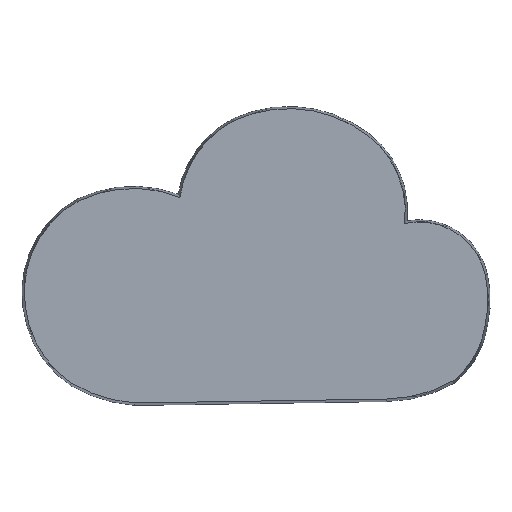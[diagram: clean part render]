
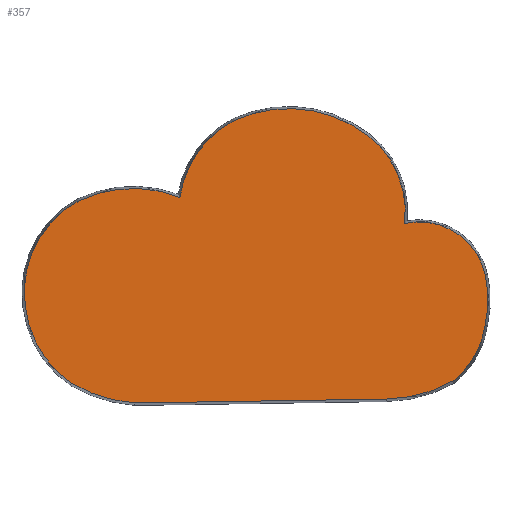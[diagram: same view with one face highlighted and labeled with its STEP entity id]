
A CAD part, top view. The second image highlights one B-rep face of the part: STEP entity #357.
In plain terms, the highlighted planar face has unit normal (0, 0, 1).
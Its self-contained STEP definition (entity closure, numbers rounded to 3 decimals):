
#32=PLANE('',#432);
#38=LINE('',#618,#47);
#47=VECTOR('',#504,10.);
#85=FACE_OUTER_BOUND('',#109,.T.);
#109=EDGE_LOOP('',(#324,#325,#326,#327,#328,#329,#330,#331,#332,#333,#334,
#335));
#133=CIRCLE('',#411,15.066);
#134=CIRCLE('',#413,10.873);
#135=CIRCLE('',#415,10.44);
#136=CIRCLE('',#417,12.755);
#137=CIRCLE('',#419,10.244);
#138=CIRCLE('',#421,13.106);
#139=CIRCLE('',#423,9.595);
#140=CIRCLE('',#425,6.792);
#141=CIRCLE('',#427,11.336);
#142=CIRCLE('',#429,8.695);
#143=CIRCLE('',#431,13.906);
#168=VERTEX_POINT('',#616);
#169=VERTEX_POINT('',#617);
#170=VERTEX_POINT('',#624);
#171=VERTEX_POINT('',#631);
#172=VERTEX_POINT('',#638);
#173=VERTEX_POINT('',#645);
#174=VERTEX_POINT('',#652);
#175=VERTEX_POINT('',#659);
#176=VERTEX_POINT('',#663);
#177=VERTEX_POINT('',#670);
#178=VERTEX_POINT('',#674);
#179=VERTEX_POINT('',#681);
#208=EDGE_CURVE('',#168,#169,#38,.T.);
#211=EDGE_CURVE('',#169,#170,#133,.T.);
#213=EDGE_CURVE('',#170,#171,#134,.T.);
#215=EDGE_CURVE('',#171,#172,#135,.T.);
#217=EDGE_CURVE('',#172,#173,#136,.T.);
#219=EDGE_CURVE('',#173,#174,#137,.T.);
#221=EDGE_CURVE('',#174,#175,#138,.T.);
#223=EDGE_CURVE('',#175,#176,#139,.T.);
#225=EDGE_CURVE('',#176,#177,#140,.T.);
#227=EDGE_CURVE('',#177,#178,#141,.T.);
#229=EDGE_CURVE('',#178,#179,#142,.T.);
#231=EDGE_CURVE('',#179,#168,#143,.T.);
#324=ORIENTED_EDGE('',*,*,#208,.F.);
#325=ORIENTED_EDGE('',*,*,#231,.F.);
#326=ORIENTED_EDGE('',*,*,#229,.F.);
#327=ORIENTED_EDGE('',*,*,#227,.F.);
#328=ORIENTED_EDGE('',*,*,#225,.F.);
#329=ORIENTED_EDGE('',*,*,#223,.F.);
#330=ORIENTED_EDGE('',*,*,#221,.F.);
#331=ORIENTED_EDGE('',*,*,#219,.F.);
#332=ORIENTED_EDGE('',*,*,#217,.F.);
#333=ORIENTED_EDGE('',*,*,#215,.F.);
#334=ORIENTED_EDGE('',*,*,#213,.F.);
#335=ORIENTED_EDGE('',*,*,#211,.F.);
#357=ADVANCED_FACE('',(#85),#32,.T.);
#411=AXIS2_PLACEMENT_3D('',#625,#508,#509);
#413=AXIS2_PLACEMENT_3D('',#632,#512,#513);
#415=AXIS2_PLACEMENT_3D('',#639,#516,#517);
#417=AXIS2_PLACEMENT_3D('',#646,#520,#521);
#419=AXIS2_PLACEMENT_3D('',#653,#524,#525);
#421=AXIS2_PLACEMENT_3D('',#660,#528,#529);
#423=AXIS2_PLACEMENT_3D('',#664,#533,#534);
#425=AXIS2_PLACEMENT_3D('',#671,#537,#538);
#427=AXIS2_PLACEMENT_3D('',#675,#542,#543);
#429=AXIS2_PLACEMENT_3D('',#682,#546,#547);
#431=AXIS2_PLACEMENT_3D('',#688,#550,#551);
#432=AXIS2_PLACEMENT_3D('',#689,#552,#553);
#504=DIRECTION('',(-1.,-0.015,0.));
#508=DIRECTION('center_axis',(0.,0.,-1.));
#509=DIRECTION('ref_axis',(-0.5,-0.866,0.));
#512=DIRECTION('center_axis',(0.,0.,-1.));
#513=DIRECTION('ref_axis',(-0.993,-0.117,0.));
#516=DIRECTION('center_axis',(0.,0.,-1.));
#517=DIRECTION('ref_axis',(-0.473,0.881,0.));
#520=DIRECTION('center_axis',(0.,0.,-1.));
#521=DIRECTION('ref_axis',(0.346,0.938,0.));
#524=DIRECTION('center_axis',(0.,0.,-1.));
#525=DIRECTION('ref_axis',(-0.458,0.889,0.));
#528=DIRECTION('center_axis',(0.,0.,-1.));
#529=DIRECTION('ref_axis',(0.609,0.793,0.));
#533=DIRECTION('center_axis',(0.,0.,-1.));
#534=DIRECTION('ref_axis',(0.996,-0.094,0.));
#537=DIRECTION('center_axis',(0.,0.,-1.));
#538=DIRECTION('ref_axis',(0.974,0.226,0.));
#542=DIRECTION('center_axis',(0.,0.,-1.));
#543=DIRECTION('ref_axis',(0.975,-0.224,0.));
#546=DIRECTION('center_axis',(0.,0.,-1.));
#547=DIRECTION('ref_axis',(0.618,-0.786,0.));
#550=DIRECTION('center_axis',(0.,0.,-1.));
#551=DIRECTION('ref_axis',(0.015,-1.,0.));
#552=DIRECTION('center_axis',(0.,0.,1.));
#553=DIRECTION('ref_axis',(1.,0.,0.));
#616=CARTESIAN_POINT('',(13.349,-10.706,9.));
#617=CARTESIAN_POINT('',(-11.986,-11.096,9.));
#618=CARTESIAN_POINT('',(-11.997,-11.096,9.));
#624=CARTESIAN_POINT('',(-18.318,-9.129,9.));
#625=CARTESIAN_POINT('Origin',(-10.793,3.923,9.));
#631=CARTESIAN_POINT('',(-22.964,-1.432,9.));
#632=CARTESIAN_POINT('Origin',(-12.165,-0.165,9.));
#638=CARTESIAN_POINT('',(-17.568,9.221,9.));
#639=CARTESIAN_POINT('Origin',(-12.627,0.025,9.));
#645=CARTESIAN_POINT('',(-7.423,9.56,9.));
#646=CARTESIAN_POINT('Origin',(-12.105,-2.305,9.));
#652=CARTESIAN_POINT('',(-1.974,17.283,9.));
#653=CARTESIAN_POINT('Origin',(2.728,8.182,9.));
#659=CARTESIAN_POINT('',(11.46,15.763,9.));
#660=CARTESIAN_POINT('Origin',(3.481,5.367,9.));
#663=CARTESIAN_POINT('',(15.135,6.932,9.));
#664=CARTESIAN_POINT('Origin',(5.619,8.152,9.));
#670=CARTESIAN_POINT('',(23.224,1.84,9.));
#671=CARTESIAN_POINT('Origin',(16.609,0.302,9.));
#674=CARTESIAN_POINT('',(23.229,-3.273,9.));
#675=CARTESIAN_POINT('Origin',(12.183,-0.727,9.));
#681=CARTESIAN_POINT('',(20.009,-8.89,9.));
#682=CARTESIAN_POINT('Origin',(14.618,-2.067,9.));
#688=CARTESIAN_POINT('Origin',(13.134,3.199,9.));
#689=CARTESIAN_POINT('Origin',(0.534,0.865,9.));
